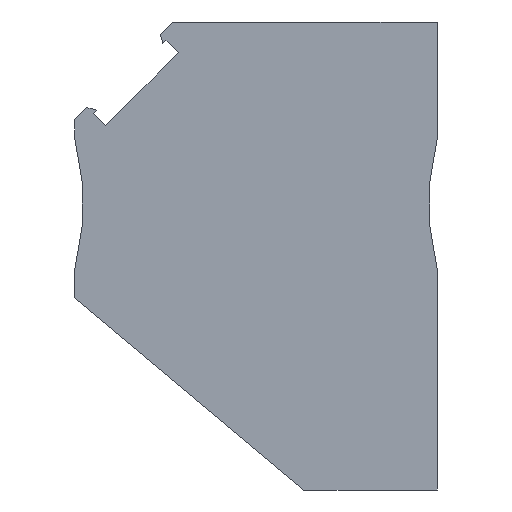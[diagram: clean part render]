
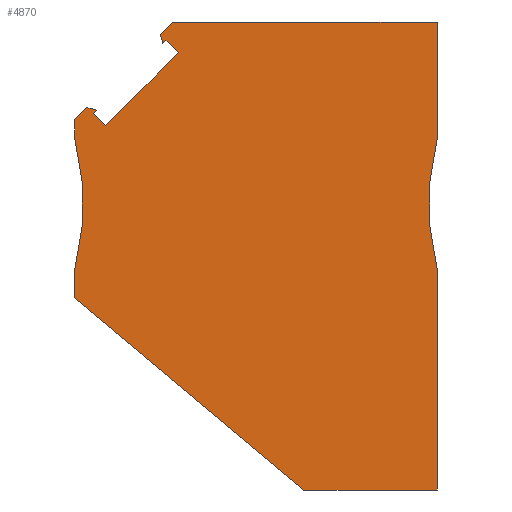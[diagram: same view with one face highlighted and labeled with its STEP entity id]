
A CAD part, left-side view. The second image highlights one B-rep face of the part: STEP entity #4870.
In plain terms, the highlighted face is planar.
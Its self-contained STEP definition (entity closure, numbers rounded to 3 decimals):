
#60=CARTESIAN_POINT('',(89.712,-19.119,43.22));
#70=DIRECTION('',(0.707,-0.707,0.));
#80=VECTOR('',#70,1.);
#90=LINE('',#60,#80);
#100=CARTESIAN_POINT('',(7.882,62.711,43.22));
#110=VERTEX_POINT('',#100);
#120=CARTESIAN_POINT('',(8.074,62.519,43.22));
#130=VERTEX_POINT('',#120);
#140=EDGE_CURVE('',#110,#130,#90,.T.);
#570=CARTESIAN_POINT('',(-8.807,56.681,43.22));
#580=VERTEX_POINT('',#570);
#630=CARTESIAN_POINT('',(-8.807,-19.119,43.22));
#640=DIRECTION('',(0.,-1.,0.));
#650=VECTOR('',#640,1.);
#660=LINE('',#630,#650);
#670=CARTESIAN_POINT('',(-8.807,63.85,43.22));
#680=VERTEX_POINT('',#670);
#690=EDGE_CURVE('',#680,#580,#660,.T.);
#1040=CARTESIAN_POINT('',(8.233,63.11,43.22));
#1050=VERTEX_POINT('',#1040);
#1100=CARTESIAN_POINT('',(-13.8,-19.119,43.22));
#1110=DIRECTION('',(0.259,0.966,0.));
#1120=VECTOR('',#1110,1.);
#1130=LINE('',#1100,#1120);
#1140=EDGE_CURVE('',#130,#1050,#1130,.T.);
#1420=CARTESIAN_POINT('',(12.753,58.59,43.22));
#1430=VERTEX_POINT('',#1420);
#1480=CARTESIAN_POINT('',(90.462,-19.119,43.22));
#1490=DIRECTION('',(-0.707,0.707,0.));
#1500=VECTOR('',#1490,1.);
#1510=LINE('',#1480,#1500);
#1520=CARTESIAN_POINT('',(13.493,57.85,43.22));
#1530=VERTEX_POINT('',#1520);
#1540=EDGE_CURVE('',#1530,#1430,#1510,.T.);
#3090=CARTESIAN_POINT('',(12.162,58.432,43.22));
#3100=VERTEX_POINT('',#3090);
#3130=CARTESIAN_POINT('',(-5.971,53.573,43.22));
#3140=DIRECTION('',(-0.966,-0.259,0.));
#3150=VECTOR('',#3140,1.);
#3160=LINE('',#3130,#3150);
#3170=EDGE_CURVE('',#1430,#3100,#3160,.T.);
#3390=CARTESIAN_POINT('',(13.493,46.881,43.22));
#3400=VERTEX_POINT('',#3390);
#3430=CARTESIAN_POINT('',(-5.971,30.549,43.22));
#3440=DIRECTION('',(0.766,0.643,0.));
#3450=VECTOR('',#3440,1.);
#3460=LINE('',#3430,#3450);
#3470=CARTESIAN_POINT('',(-0.607,35.05,43.22));
#3480=VERTEX_POINT('',#3470);
#3490=EDGE_CURVE('',#3480,#3400,#3460,.T.);
#3780=CARTESIAN_POINT('',(7.493,63.85,43.22));
#3790=VERTEX_POINT('',#3780);
#3820=CARTESIAN_POINT('',(90.462,-19.119,43.22));
#3830=DIRECTION('',(-0.707,0.707,0.));
#3840=VECTOR('',#3830,1.);
#3850=LINE('',#3820,#3840);
#3860=EDGE_CURVE('',#1050,#3790,#3850,.T.);
#3990=CARTESIAN_POINT('',(-0.008,40.55,43.22));
#4000=DIRECTION('',(0.,0.,1.));
#4010=DIRECTION('',(1.,0.,0.));
#4020=AXIS2_PLACEMENT_3D('',#3990,#4000,#4010);
#4030=PLANE('',#4020);
#4040=ORIENTED_EDGE('',*,*,#1540,.F.);
#4050=ORIENTED_EDGE('',*,*,#3170,.F.);
#4060=CARTESIAN_POINT('',(89.712,-19.119,43.22));
#4070=DIRECTION('',(0.707,-0.707,0.));
#4080=VECTOR('',#4070,1.);
#4090=LINE('',#4060,#4080);
#4100=CARTESIAN_POINT('',(12.354,58.239,43.22));
#4110=VERTEX_POINT('',#4100);
#4120=EDGE_CURVE('',#3100,#4110,#4090,.T.);
#4130=ORIENTED_EDGE('',*,*,#4120,.F.);
#4140=CARTESIAN_POINT('',(-65.004,-19.119,43.22));
#4150=DIRECTION('',(-0.707,-0.707,0.));
#4160=VECTOR('',#4150,1.);
#4170=LINE('',#4140,#4160);
#4180=CARTESIAN_POINT('',(11.598,57.482,43.22));
#4190=VERTEX_POINT('',#4180);
#4200=EDGE_CURVE('',#4110,#4190,#4170,.T.);
#4210=ORIENTED_EDGE('',*,*,#4200,.F.);
#4220=CARTESIAN_POINT('',(88.199,-19.119,43.22));
#4230=DIRECTION('',(-0.707,0.707,0.));
#4240=VECTOR('',#4230,1.);
#4250=LINE('',#4220,#4240);
#4260=CARTESIAN_POINT('',(7.125,61.955,43.22));
#4270=VERTEX_POINT('',#4260);
#4280=EDGE_CURVE('',#4190,#4270,#4250,.T.);
#4290=ORIENTED_EDGE('',*,*,#4280,.F.);
#4300=CARTESIAN_POINT('',(-73.949,-19.119,43.22));
#4310=DIRECTION('',(0.707,0.707,0.));
#4320=VECTOR('',#4310,1.);
#4330=LINE('',#4300,#4320);
#4340=EDGE_CURVE('',#4270,#110,#4330,.T.);
#4350=ORIENTED_EDGE('',*,*,#4340,.F.);
#4360=ORIENTED_EDGE('',*,*,#140,.F.);
#4370=ORIENTED_EDGE('',*,*,#1140,.F.);
#4380=ORIENTED_EDGE('',*,*,#3860,.F.);
#4390=CARTESIAN_POINT('',(-5.971,63.85,43.22));
#4400=DIRECTION('',(-1.,0.,0.));
#4410=VECTOR('',#4400,1.);
#4420=LINE('',#4390,#4410);
#4430=EDGE_CURVE('',#3790,#680,#4420,.T.);
#4440=ORIENTED_EDGE('',*,*,#4430,.F.);
#4450=ORIENTED_EDGE('',*,*,#690,.F.);
#4460=CARTESIAN_POINT('',(-24.807,52.65,43.22));
#4470=DIRECTION('',(0.,0.,1.));
#4480=DIRECTION('',(1.,0.,0.));
#4490=AXIS2_PLACEMENT_3D('',#4460,#4470,#4480);
#4500=CIRCLE('',#4490,16.5);
#4510=CARTESIAN_POINT('',(-8.807,48.619,43.22));
#4520=VERTEX_POINT('',#4510);
#4530=EDGE_CURVE('',#4520,#580,#4500,.T.);
#4540=ORIENTED_EDGE('',*,*,#4530,.T.);
#4550=CARTESIAN_POINT('',(-8.807,35.05,43.22));
#4560=VERTEX_POINT('',#4550);
#4570=EDGE_CURVE('',#4520,#4560,#660,.T.);
#4580=ORIENTED_EDGE('',*,*,#4570,.F.);
#4590=CARTESIAN_POINT('',(-5.971,35.05,43.22));
#4600=DIRECTION('',(1.,0.,0.));
#4610=VECTOR('',#4600,1.);
#4620=LINE('',#4590,#4610);
#4630=EDGE_CURVE('',#4560,#3480,#4620,.T.);
#4640=ORIENTED_EDGE('',*,*,#4630,.F.);
#4650=ORIENTED_EDGE('',*,*,#3490,.F.);
#4660=CARTESIAN_POINT('',(13.493,-19.119,43.22));
#4670=DIRECTION('',(0.,1.,0.));
#4680=VECTOR('',#4670,1.);
#4690=LINE('',#4660,#4680);
#4700=CARTESIAN_POINT('',(13.493,48.619,43.22));
#4710=VERTEX_POINT('',#4700);
#4720=EDGE_CURVE('',#3400,#4710,#4690,.T.);
#4730=ORIENTED_EDGE('',*,*,#4720,.F.);
#4740=CARTESIAN_POINT('',(29.493,52.65,43.22));
#4750=DIRECTION('',(0.,0.,1.));
#4760=DIRECTION('',(1.,0.,0.));
#4770=AXIS2_PLACEMENT_3D('',#4740,#4750,#4760);
#4780=CIRCLE('',#4770,16.5);
#4790=CARTESIAN_POINT('',(13.493,56.681,43.22));
#4800=VERTEX_POINT('',#4790);
#4810=EDGE_CURVE('',#4800,#4710,#4780,.T.);
#4820=ORIENTED_EDGE('',*,*,#4810,.T.);
#4830=EDGE_CURVE('',#4800,#1530,#4690,.T.);
#4840=ORIENTED_EDGE('',*,*,#4830,.F.);
#4850=EDGE_LOOP('',(#4840,#4820,#4730,#4650,#4640,#4580,#4540,#4450,
#4440,#4380,#4370,#4360,#4350,#4290,#4210,#4130,#4050,#4040));
#4860=FACE_OUTER_BOUND('',#4850,.T.);
#4870=ADVANCED_FACE('',(#4860),#4030,.F.);
